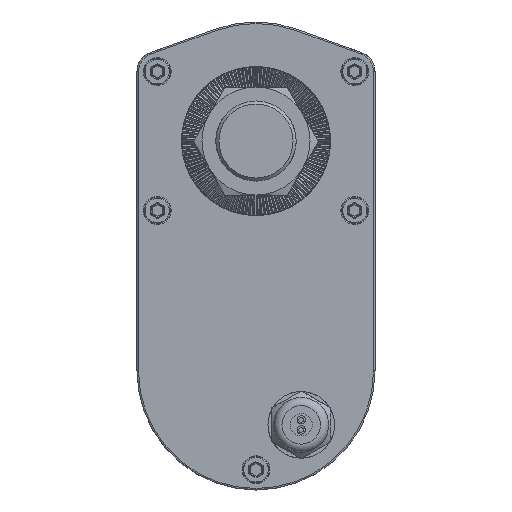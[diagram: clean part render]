
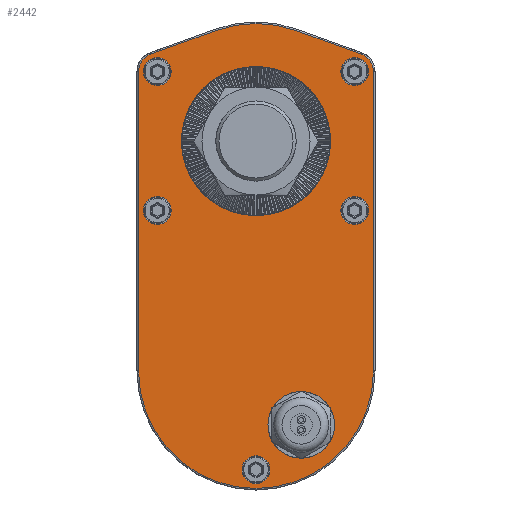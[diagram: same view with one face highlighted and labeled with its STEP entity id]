
A CAD part, front view. The second image highlights one B-rep face of the part: STEP entity #2442.
In plain terms, the highlighted planar face has unit normal (0, -1, 0).
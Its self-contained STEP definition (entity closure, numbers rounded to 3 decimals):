
#2442 = ADVANCED_FACE( '', ( #5109, #5110, #5111, #5112, #5113, #5114, #5115, #5116 ), #5117, .T. );
#5109 = FACE_BOUND( '', #12558, .T. );
#5110 = FACE_BOUND( '', #12559, .T. );
#5111 = FACE_BOUND( '', #12560, .T. );
#5112 = FACE_BOUND( '', #12561, .T. );
#5113 = FACE_BOUND( '', #12562, .T. );
#5114 = FACE_BOUND( '', #12563, .T. );
#5115 = FACE_OUTER_BOUND( '', #12564, .T. );
#5116 = FACE_BOUND( '', #12565, .T. );
#5117 = PLANE( '', #12566 );
#12558 = EDGE_LOOP( '', ( #20396 ) );
#12559 = EDGE_LOOP( '', ( #20397 ) );
#12560 = EDGE_LOOP( '', ( #20398 ) );
#12561 = EDGE_LOOP( '', ( #20399 ) );
#12562 = EDGE_LOOP( '', ( #20400 ) );
#12563 = EDGE_LOOP( '', ( #20401 ) );
#12564 = EDGE_LOOP( '', ( #20402, #20403, #20404, #20405, #20406, #20407, #20408, #20409 ) );
#12565 = EDGE_LOOP( '', ( #20410 ) );
#12566 = AXIS2_PLACEMENT_3D( '', #20411, #20412, #20413 );
#20396 = ORIENTED_EDGE( '', *, *, #24020, .F. );
#20397 = ORIENTED_EDGE( '', *, *, #22325, .T. );
#20398 = ORIENTED_EDGE( '', *, *, #22737, .T. );
#20399 = ORIENTED_EDGE( '', *, *, #25128, .T. );
#20400 = ORIENTED_EDGE( '', *, *, #24629, .T. );
#20401 = ORIENTED_EDGE( '', *, *, #25129, .T. );
#20402 = ORIENTED_EDGE( '', *, *, #24945, .T. );
#20403 = ORIENTED_EDGE( '', *, *, #25107, .T. );
#20404 = ORIENTED_EDGE( '', *, *, #25130, .T. );
#20405 = ORIENTED_EDGE( '', *, *, #24788, .T. );
#20406 = ORIENTED_EDGE( '', *, *, #24816, .T. );
#20407 = ORIENTED_EDGE( '', *, *, #23224, .T. );
#20408 = ORIENTED_EDGE( '', *, *, #23933, .T. );
#20409 = ORIENTED_EDGE( '', *, *, #22428, .T. );
#20410 = ORIENTED_EDGE( '', *, *, #25131, .F. );
#20411 = CARTESIAN_POINT( '', ( 0., 24.5, -74.5 ) );
#20412 = DIRECTION( '', ( 0., -1., 0. ) );
#20413 = DIRECTION( '', ( 0., 0., -1. ) );
#22325 = EDGE_CURVE( '', #25497, #25497, #25498, .T. );
#22428 = EDGE_CURVE( '', #25677, #25682, #25684, .T. );
#22737 = EDGE_CURVE( '', #26227, #26227, #26228, .T. );
#23224 = EDGE_CURVE( '', #27037, #27041, #27043, .T. );
#23933 = EDGE_CURVE( '', #27041, #25677, #28149, .T. );
#24020 = EDGE_CURVE( '', #28270, #28270, #28271, .T. );
#24629 = EDGE_CURVE( '', #29081, #29081, #29082, .T. );
#24788 = EDGE_CURVE( '', #29277, #29275, #29278, .T. );
#24816 = EDGE_CURVE( '', #29275, #27037, #29310, .T. );
#24945 = EDGE_CURVE( '', #25682, #29464, #29466, .T. );
#25107 = EDGE_CURVE( '', #29464, #29650, #29652, .T. );
#25128 = EDGE_CURVE( '', #29676, #29676, #29677, .T. );
#25129 = EDGE_CURVE( '', #29678, #29678, #29679, .T. );
#25130 = EDGE_CURVE( '', #29650, #29277, #29680, .T. );
#25131 = EDGE_CURVE( '', #29681, #29681, #29682, .T. );
#25497 = VERTEX_POINT( '', #30088 );
#25498 = CIRCLE( '', #30089, 4.5 );
#25677 = VERTEX_POINT( '', #30442 );
#25682 = VERTEX_POINT( '', #30448 );
#25684 = LINE( '', #30450, #30451 );
#26227 = VERTEX_POINT( '', #31400 );
#26228 = CIRCLE( '', #31401, 4.5 );
#27037 = VERTEX_POINT( '', #33584 );
#27041 = VERTEX_POINT( '', #33589 );
#27043 = LINE( '', #33591, #33592 );
#28149 = CIRCLE( '', #35852, 38.08 );
#28270 = VERTEX_POINT( '', #36076 );
#28271 = CIRCLE( '', #36077, 7.875 );
#29081 = VERTEX_POINT( '', #38080 );
#29082 = CIRCLE( '', #38081, 4.5 );
#29275 = VERTEX_POINT( '', #38377 );
#29277 = VERTEX_POINT( '', #38379 );
#29278 = LINE( '', #38380, #38381 );
#29310 = CIRCLE( '', #38418, 6.08 );
#29464 = VERTEX_POINT( '', #38768 );
#29466 = CIRCLE( '', #38770, 6.08 );
#29650 = VERTEX_POINT( '', #39022 );
#29652 = LINE( '', #39024, #39025 );
#29676 = VERTEX_POINT( '', #39054 );
#29677 = CIRCLE( '', #39055, 4.5 );
#29678 = VERTEX_POINT( '', #39056 );
#29679 = CIRCLE( '', #39057, 4.5 );
#29680 = CIRCLE( '', #39058, 38.08 );
#29681 = VERTEX_POINT( '', #39059 );
#29682 = CIRCLE( '', #39060, 24.1 );
#30088 = CARTESIAN_POINT( '', ( 32., 24.5, 18. ) );
#30089 = AXIS2_PLACEMENT_3D( '', #39676, #39677, #39678 );
#30442 = CARTESIAN_POINT( '', ( 38.08, 24.5, -74.5 ) );
#30448 = CARTESIAN_POINT( '', ( 38.08, 24.5, 22.46 ) );
#30450 = CARTESIAN_POINT( '', ( 38.08, 24.5, -74.5 ) );
#30451 = VECTOR( '', #39790, 1000. );
#31400 = CARTESIAN_POINT( '', ( 32., 24.5, -27. ) );
#31401 = AXIS2_PLACEMENT_3D( '', #40119, #40120, #40121 );
#33584 = CARTESIAN_POINT( '', ( -38.08, 24.5, 22.46 ) );
#33589 = CARTESIAN_POINT( '', ( -38.08, 24.5, -74.5 ) );
#33591 = CARTESIAN_POINT( '', ( -38.08, 24.5, -74.5 ) );
#33592 = VECTOR( '', #40691, 1000. );
#35852 = AXIS2_PLACEMENT_3D( '', #41503, #41504, #41505 );
#36076 = CARTESIAN_POINT( '', ( 14.66, 24.5, -99.845 ) );
#36077 = AXIS2_PLACEMENT_3D( '', #41589, #41590, #41591 );
#38080 = CARTESIAN_POINT( '', ( 0., 24.5, -111. ) );
#38081 = AXIS2_PLACEMENT_3D( '', #42222, #42223, #42224 );
#38377 = CARTESIAN_POINT( '', ( -34.067, 24.5, 28.178 ) );
#38379 = CARTESIAN_POINT( '', ( -12.944, 24.5, 35.813 ) );
#38380 = CARTESIAN_POINT( '', ( -36.76, 24.5, 27.204 ) );
#38381 = VECTOR( '', #42393, 1000. );
#38418 = AXIS2_PLACEMENT_3D( '', #42423, #42424, #42425 );
#38768 = CARTESIAN_POINT( '', ( 34.067, 24.5, 28.178 ) );
#38770 = AXIS2_PLACEMENT_3D( '', #42575, #42576, #42577 );
#39022 = CARTESIAN_POINT( '', ( 12.944, 24.5, 35.813 ) );
#39024 = CARTESIAN_POINT( '', ( 36.76, 24.5, 27.204 ) );
#39025 = VECTOR( '', #42750, 1000. );
#39054 = CARTESIAN_POINT( '', ( -32., 24.5, -27. ) );
#39055 = AXIS2_PLACEMENT_3D( '', #42774, #42775, #42776 );
#39056 = CARTESIAN_POINT( '', ( -32., 24.5, 18. ) );
#39057 = AXIS2_PLACEMENT_3D( '', #42777, #42778, #42779 );
#39058 = AXIS2_PLACEMENT_3D( '', #42780, #42781, #42782 );
#39059 = CARTESIAN_POINT( '', ( 0., 24.5, -24.1 ) );
#39060 = AXIS2_PLACEMENT_3D( '', #42783, #42784, #42785 );
#39676 = CARTESIAN_POINT( '', ( 32., 24.5, 22.5 ) );
#39677 = DIRECTION( '', ( 0., 1., 0. ) );
#39678 = DIRECTION( '', ( 0., 0., -1. ) );
#39790 = DIRECTION( '', ( 0., 0., 1. ) );
#40119 = CARTESIAN_POINT( '', ( 32., 24.5, -22.5 ) );
#40120 = DIRECTION( '', ( 0., 1., 0. ) );
#40121 = DIRECTION( '', ( 0., 0., -1. ) );
#40691 = DIRECTION( '', ( 0., 0., -1. ) );
#41503 = CARTESIAN_POINT( '', ( 0., 24.5, -74.5 ) );
#41504 = DIRECTION( '', ( 0., -1., 0. ) );
#41505 = DIRECTION( '', ( 0., 0., -1. ) );
#41589 = CARTESIAN_POINT( '', ( 14.66, 24.5, -91.97 ) );
#41590 = DIRECTION( '', ( 0., -1., 0. ) );
#41591 = DIRECTION( '', ( 0., 0., -1. ) );
#42222 = CARTESIAN_POINT( '', ( 0., 24.5, -106.5 ) );
#42223 = DIRECTION( '', ( 0., 1., 0. ) );
#42224 = DIRECTION( '', ( 0., 0., -1. ) );
#42393 = DIRECTION( '', ( -0.94, 0., -0.34 ) );
#42423 = CARTESIAN_POINT( '', ( -32., 24.5, 22.46 ) );
#42424 = DIRECTION( '', ( 0., -1., 0. ) );
#42425 = DIRECTION( '', ( 0., 0., -1. ) );
#42575 = CARTESIAN_POINT( '', ( 32., 24.5, 22.46 ) );
#42576 = DIRECTION( '', ( 0., -1., 0. ) );
#42577 = DIRECTION( '', ( 0., 0., -1. ) );
#42750 = DIRECTION( '', ( -0.94, 0., 0.34 ) );
#42774 = CARTESIAN_POINT( '', ( -32., 24.5, -22.5 ) );
#42775 = DIRECTION( '', ( 0., 1., 0. ) );
#42776 = DIRECTION( '', ( 0., 0., -1. ) );
#42777 = CARTESIAN_POINT( '', ( -32., 24.5, 22.5 ) );
#42778 = DIRECTION( '', ( 0., 1., 0. ) );
#42779 = DIRECTION( '', ( 0., 0., -1. ) );
#42780 = CARTESIAN_POINT( '', ( 0., 24.5, 0. ) );
#42781 = DIRECTION( '', ( 0., -1., 0. ) );
#42782 = DIRECTION( '', ( 0., 0., -1. ) );
#42783 = CARTESIAN_POINT( '', ( 0., 24.5, 0. ) );
#42784 = DIRECTION( '', ( 0., -1., 0. ) );
#42785 = DIRECTION( '', ( 0., 0., -1. ) );
